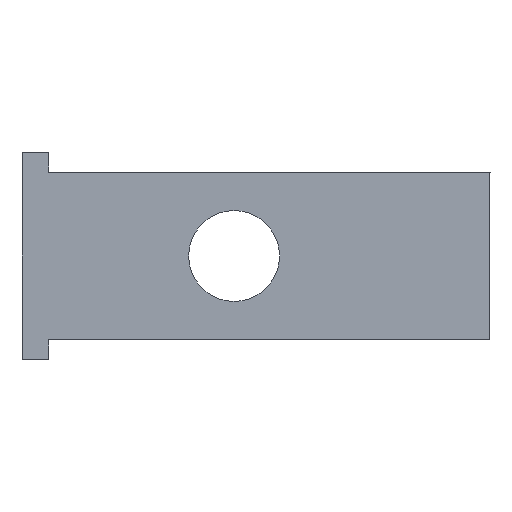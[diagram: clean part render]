
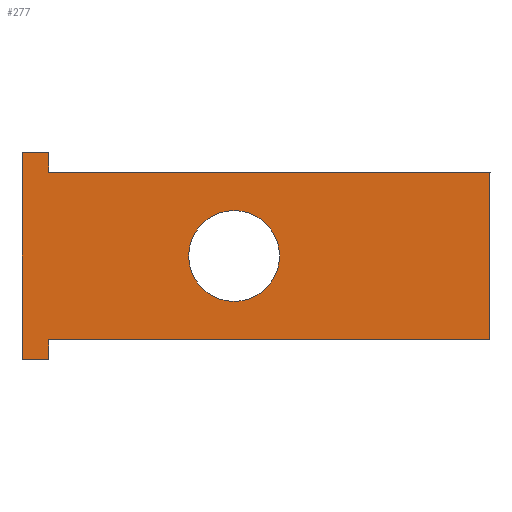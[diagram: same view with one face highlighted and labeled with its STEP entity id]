
A CAD part, front view. The second image highlights one B-rep face of the part: STEP entity #277.
In plain terms, the highlighted planar face has unit normal (0, -1, 0).
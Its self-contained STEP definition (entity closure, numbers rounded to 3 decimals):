
#20=FACE_BOUND('',#55,.T.);
#24=CIRCLE('',#309,13.5);
#37=FACE_OUTER_BOUND('',#54,.T.);
#54=EDGE_LOOP('',(#240,#241,#242,#243,#244,#245,#246,#247));
#55=EDGE_LOOP('',(#248));
#68=LINE('',#410,#100);
#74=LINE('',#424,#106);
#77=LINE('',#432,#109);
#79=LINE('',#437,#111);
#82=LINE('',#442,#114);
#84=LINE('',#444,#116);
#86=LINE('',#448,#118);
#87=LINE('',#450,#119);
#100=VECTOR('',#334,10.);
#106=VECTOR('',#344,10.);
#109=VECTOR('',#351,10.);
#111=VECTOR('',#355,10.);
#114=VECTOR('',#362,10.);
#116=VECTOR('',#364,10.);
#118=VECTOR('',#370,10.);
#119=VECTOR('',#373,10.);
#131=VERTEX_POINT('',#407);
#132=VERTEX_POINT('',#409);
#135=VERTEX_POINT('',#417);
#138=VERTEX_POINT('',#422);
#140=VERTEX_POINT('',#428);
#141=VERTEX_POINT('',#430);
#142=VERTEX_POINT('',#434);
#143=VERTEX_POINT('',#436);
#144=VERTEX_POINT('',#452);
#157=EDGE_CURVE('',#131,#132,#68,.T.);
#164=EDGE_CURVE('',#138,#135,#74,.T.);
#168=EDGE_CURVE('',#140,#141,#77,.T.);
#170=EDGE_CURVE('',#143,#142,#79,.T.);
#173=EDGE_CURVE('',#140,#131,#82,.T.);
#175=EDGE_CURVE('',#142,#135,#84,.T.);
#177=EDGE_CURVE('',#138,#132,#86,.T.);
#178=EDGE_CURVE('',#143,#141,#87,.T.);
#179=EDGE_CURVE('',#144,#144,#24,.T.);
#240=ORIENTED_EDGE('',*,*,#168,.T.);
#241=ORIENTED_EDGE('',*,*,#178,.F.);
#242=ORIENTED_EDGE('',*,*,#170,.T.);
#243=ORIENTED_EDGE('',*,*,#175,.T.);
#244=ORIENTED_EDGE('',*,*,#164,.F.);
#245=ORIENTED_EDGE('',*,*,#177,.T.);
#246=ORIENTED_EDGE('',*,*,#157,.F.);
#247=ORIENTED_EDGE('',*,*,#173,.F.);
#248=ORIENTED_EDGE('',*,*,#179,.T.);
#264=PLANE('',#308);
#277=ADVANCED_FACE('',(#37,#20),#264,.F.);
#308=AXIS2_PLACEMENT_3D('',#451,#374,#375);
#309=AXIS2_PLACEMENT_3D('',#453,#376,#377);
#334=DIRECTION('',(-1.,0.,0.));
#344=DIRECTION('',(1.,0.,0.));
#351=DIRECTION('',(1.,0.,0.));
#355=DIRECTION('',(-1.,0.,0.));
#362=DIRECTION('',(0.,0.,-1.));
#364=DIRECTION('',(0.,0.,1.));
#370=DIRECTION('',(0.,0.,-1.));
#373=DIRECTION('',(0.,0.,-1.));
#374=DIRECTION('center_axis',(0.,1.,0.));
#375=DIRECTION('ref_axis',(-1.,0.,0.));
#376=DIRECTION('center_axis',(0.,1.,0.));
#377=DIRECTION('ref_axis',(-1.,0.,0.));
#407=CARTESIAN_POINT('',(-51.308,-31.5,-72.984));
#409=CARTESIAN_POINT('',(-59.308,-31.5,-72.984));
#410=CARTESIAN_POINT('',(79.698,-31.5,-72.984));
#417=CARTESIAN_POINT('',(-51.308,-31.5,-11.545));
#422=CARTESIAN_POINT('',(-59.308,-31.5,-11.545));
#424=CARTESIAN_POINT('',(-59.308,-31.5,-11.545));
#428=CARTESIAN_POINT('',(-51.308,-31.5,-67.165));
#430=CARTESIAN_POINT('',(79.698,-31.5,-67.165));
#432=CARTESIAN_POINT('',(10.849,-31.5,-67.165));
#434=CARTESIAN_POINT('',(-51.308,-31.5,-17.365));
#436=CARTESIAN_POINT('',(79.698,-31.5,-17.365));
#437=CARTESIAN_POINT('',(-36.302,-31.5,-17.365));
#442=CARTESIAN_POINT('',(-51.308,-31.5,-67.165));
#444=CARTESIAN_POINT('',(-51.308,-31.5,-17.365));
#448=CARTESIAN_POINT('',(-59.308,-31.5,-67.165));
#450=CARTESIAN_POINT('',(79.698,-31.5,-67.165));
#451=CARTESIAN_POINT('Origin',(0.,-31.5,0.));
#452=CARTESIAN_POINT('',(17.198,-31.5,-42.265));
#453=CARTESIAN_POINT('Origin',(3.698,-31.5,-42.265));
